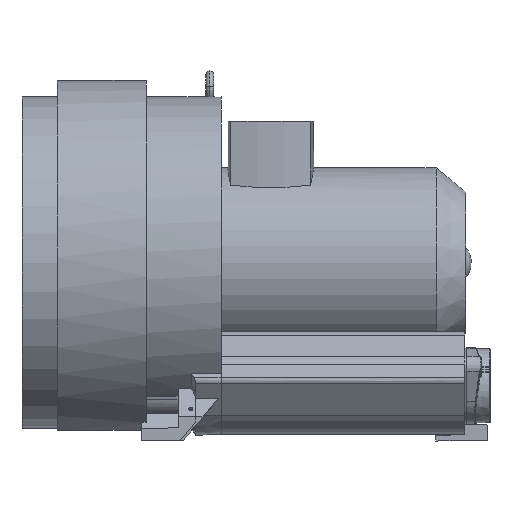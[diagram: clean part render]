
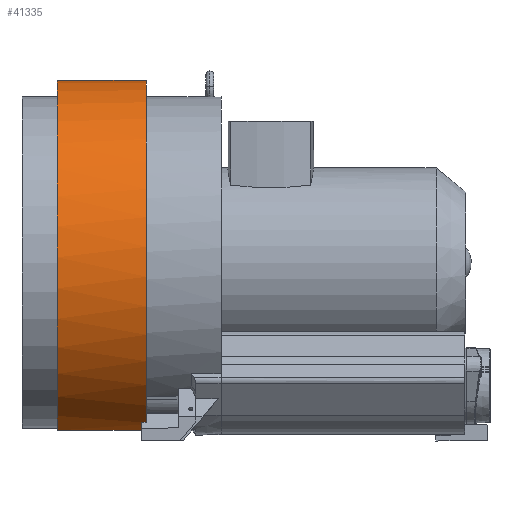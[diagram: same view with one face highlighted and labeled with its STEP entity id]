
A CAD part, left-side view. The second image highlights one B-rep face of the part: STEP entity #41335.
In plain terms, the highlighted cylindrical face has radius 307.5 mm (diameter 615 mm), a partial arc.
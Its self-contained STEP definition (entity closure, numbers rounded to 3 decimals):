
#109 = AXIS2_PLACEMENT_3D ( 'NONE', #11177, #4856, #18112 ) ;
#130 = VERTEX_POINT ( 'NONE', #27866 ) ;
#2444 = CARTESIAN_POINT ( 'NONE',  ( 0., -12.05, 0. ) ) ;
#3043 = CARTESIAN_POINT ( 'NONE',  ( -120.28, -12.05, -283. ) ) ;
#3111 = EDGE_CURVE ( 'NONE', #12823, #38927, #14695, .T. ) ;
#3757 = CARTESIAN_POINT ( 'NONE',  ( -141.442, -12.05, -273.039 ) ) ;
#3842 = AXIS2_PLACEMENT_3D ( 'NONE', #2444, #25684, #42422 ) ;
#4856 = DIRECTION ( 'NONE',  ( 0., 1., 0. ) ) ;
#4935 = CARTESIAN_POINT ( 'NONE',  ( -148.748, -12.05, -269.129 ) ) ;
#5177 = CARTESIAN_POINT ( 'NONE',  ( 0., -12.05, 307.5 ) ) ;
#5233 = VERTEX_POINT ( 'NONE', #15335 ) ;
#6115 = VERTEX_POINT ( 'NONE', #4935 ) ;
#6173 = CARTESIAN_POINT ( 'NONE',  ( 0., -12.05, 0. ) ) ;
#8841 = EDGE_CURVE ( 'NONE', #130, #24744, #41286, .T. ) ;
#9076 = EDGE_LOOP ( 'NONE', ( #20195, #23259, #17655, #40531, #41623, #37564, #25779, #12466 ) ) ;
#9913 = EDGE_CURVE ( 'NONE', #6115, #5233, #35085, .T. ) ;
#10567 = CARTESIAN_POINT ( 'NONE',  ( -148.666, -6.683, -269.174 ) ) ;
#11177 = CARTESIAN_POINT ( 'NONE',  ( 0., 137.95, 0. ) ) ;
#11416 = CARTESIAN_POINT ( 'NONE',  ( -120.28, -12.05, -283. ) ) ;
#11498 = DIRECTION ( 'NONE',  ( 0., 0., 1. ) ) ;
#11517 = VERTEX_POINT ( 'NONE', #3043 ) ;
#12022 = AXIS2_PLACEMENT_3D ( 'NONE', #38198, #21684, #34922 ) ;
#12466 = ORIENTED_EDGE ( 'NONE', *, *, #20291, .T. ) ;
#12529 = CIRCLE ( 'NONE', #20132, 307.5 ) ;
#12823 = VERTEX_POINT ( 'NONE', #30924 ) ;
#13401 = CARTESIAN_POINT ( 'NONE',  ( -148.625, -4., -269.197 ) ) ;
#13758 = EDGE_CURVE ( 'NONE', #11517, #30193, #12529, .T. ) ;
#13846 = CARTESIAN_POINT ( 'NONE',  ( -141.442, -12.05, -273.039 ) ) ;
#14664 = LINE ( 'NONE', #11416, #38683 ) ;
#14695 = CIRCLE ( 'NONE', #109, 307.5 ) ;
#15335 = CARTESIAN_POINT ( 'NONE',  ( 0., -12.05, 307.5 ) ) ;
#16638 = VECTOR ( 'NONE', #31882, 1000. ) ;
#17655 = ORIENTED_EDGE ( 'NONE', *, *, #3111, .F. ) ;
#18112 = DIRECTION ( 'NONE',  ( 0., 0., 1. ) ) ;
#18643 = LINE ( 'NONE', #5177, #16638 ) ;
#19428 = DIRECTION ( 'NONE',  ( 0., 1., 0. ) ) ;
#20132 = AXIS2_PLACEMENT_3D ( 'NONE', #6173, #19428, #32673 ) ;
#20195 = ORIENTED_EDGE ( 'NONE', *, *, #9913, .T. ) ;
#20291 = EDGE_CURVE ( 'NONE', #24744, #6115, #26761, .T. ) ;
#20996 = CARTESIAN_POINT ( 'NONE',  ( -148.707, -9.367, -269.151 ) ) ;
#21684 = DIRECTION ( 'NONE',  ( 0., 1., 0. ) ) ;
#23259 = ORIENTED_EDGE ( 'NONE', *, *, #24173, .T. ) ;
#24173 = EDGE_CURVE ( 'NONE', #5233, #38927, #18643, .T. ) ;
#24239 = DIRECTION ( 'NONE',  ( 0., 1., 0. ) ) ;
#24744 = VERTEX_POINT ( 'NONE', #39596 ) ;
#25684 = DIRECTION ( 'NONE',  ( 0., 1., 0. ) ) ;
#25779 = ORIENTED_EDGE ( 'NONE', *, *, #8841, .T. ) ;
#26761 =( BOUNDED_CURVE ( )  B_SPLINE_CURVE ( 3, ( #13401, #10567, #20996, #34013 ),
 .UNSPECIFIED., .F., .T. ) 
 B_SPLINE_CURVE_WITH_KNOTS ( ( 4, 4 ),
 ( 1.621, 1.622 ),
 .UNSPECIFIED. ) 
 CURVE ( )  GEOMETRIC_REPRESENTATION_ITEM ( )  RATIONAL_B_SPLINE_CURVE ( ( 1., 1., 1., 1. ) ) 
 REPRESENTATION_ITEM ( '' )  );
#27866 = CARTESIAN_POINT ( 'NONE',  ( -141.567, -4., -272.975 ) ) ;
#30193 = VERTEX_POINT ( 'NONE', #3757 ) ;
#30924 = CARTESIAN_POINT ( 'NONE',  ( -120.28, 137.95, -283. ) ) ;
#31528 = AXIS2_PLACEMENT_3D ( 'NONE', #41278, #38219, #11498 ) ;
#31882 = DIRECTION ( 'NONE',  ( 0., 1., 0. ) ) ;
#32673 = DIRECTION ( 'NONE',  ( 0., 0., 1. ) ) ;
#34013 = CARTESIAN_POINT ( 'NONE',  ( -148.748, -12.05, -269.129 ) ) ;
#34922 = DIRECTION ( 'NONE',  ( 0., 0., 1. ) ) ;
#35085 = CIRCLE ( 'NONE', #3842, 307.5 ) ;
#36767 = EDGE_CURVE ( 'NONE', #30193, #130, #40738, .T. ) ;
#37098 = CARTESIAN_POINT ( 'NONE',  ( -141.483, -9.367, -273.018 ) ) ;
#37564 = ORIENTED_EDGE ( 'NONE', *, *, #36767, .T. ) ;
#37987 = CYLINDRICAL_SURFACE ( 'NONE', #12022, 307.5 ) ;
#38198 = CARTESIAN_POINT ( 'NONE',  ( 0., -12.05, 0. ) ) ;
#38219 = DIRECTION ( 'NONE',  ( 0., 1., 0. ) ) ;
#38683 = VECTOR ( 'NONE', #24239, 1000. ) ;
#38927 = VERTEX_POINT ( 'NONE', #42875 ) ;
#39596 = CARTESIAN_POINT ( 'NONE',  ( -148.625, -4., -269.197 ) ) ;
#39940 = CARTESIAN_POINT ( 'NONE',  ( -141.525, -6.683, -272.996 ) ) ;
#40346 = EDGE_CURVE ( 'NONE', #11517, #12823, #14664, .T. ) ;
#40531 = ORIENTED_EDGE ( 'NONE', *, *, #40346, .F. ) ;
#40738 =( BOUNDED_CURVE ( )  B_SPLINE_CURVE ( 3, ( #13846, #37098, #39940, #42991 ),
 .UNSPECIFIED., .F., .T. ) 
 B_SPLINE_CURVE_WITH_KNOTS ( ( 4, 4 ),
 ( 4.737, 4.737 ),
 .UNSPECIFIED. ) 
 CURVE ( )  GEOMETRIC_REPRESENTATION_ITEM ( )  RATIONAL_B_SPLINE_CURVE ( ( 1., 1., 1., 1. ) ) 
 REPRESENTATION_ITEM ( '' )  );
#41278 = CARTESIAN_POINT ( 'NONE',  ( 0., -4., 0. ) ) ;
#41286 = CIRCLE ( 'NONE', #31528, 307.5 ) ;
#41335 = ADVANCED_FACE ( 'NONE', ( #41467 ), #37987, .T. ) ;
#41467 = FACE_OUTER_BOUND ( 'NONE', #9076, .T. ) ;
#41623 = ORIENTED_EDGE ( 'NONE', *, *, #13758, .T. ) ;
#42422 = DIRECTION ( 'NONE',  ( 0., 0., 1. ) ) ;
#42875 = CARTESIAN_POINT ( 'NONE',  ( 0., 137.95, 307.5 ) ) ;
#42991 = CARTESIAN_POINT ( 'NONE',  ( -141.567, -4., -272.975 ) ) ;
